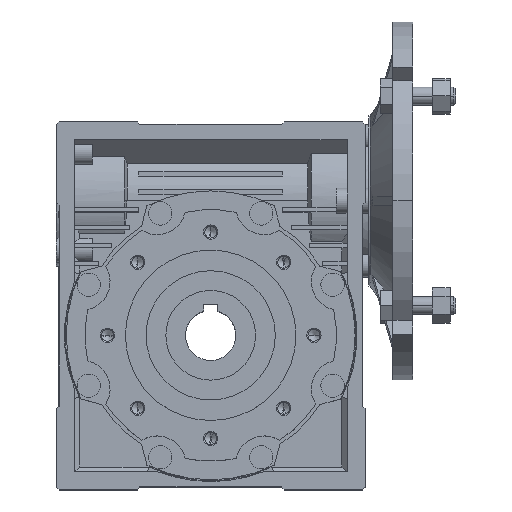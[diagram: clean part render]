
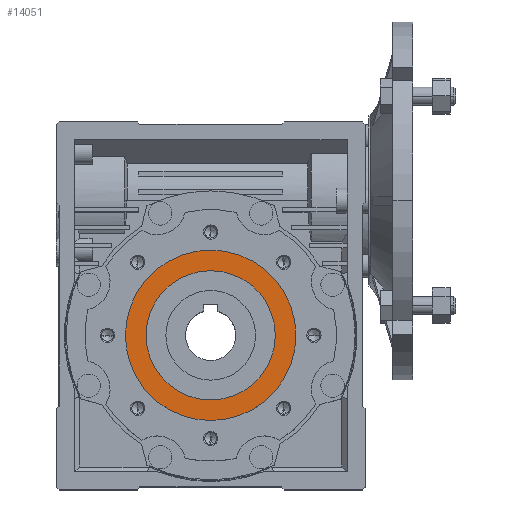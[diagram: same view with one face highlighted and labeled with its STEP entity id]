
A CAD part, top view. The second image highlights one B-rep face of the part: STEP entity #14051.
In plain terms, the highlighted planar face has unit normal (0, 0, 1).
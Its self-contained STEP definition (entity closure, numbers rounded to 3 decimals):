
#589 = DIRECTION ( 'NONE',  ( 0., 0., -1. ) ) ;
#735 = DIRECTION ( 'NONE',  ( 0., 0., -1. ) ) ;
#1922 = AXIS2_PLACEMENT_3D ( 'NONE', #19781, #589, #22958 ) ;
#2604 = FACE_BOUND ( 'NONE', #28696, .T. ) ;
#3149 = AXIS2_PLACEMENT_3D ( 'NONE', #19931, #735, #23111 ) ;
#3328 = AXIS2_PLACEMENT_3D ( 'NONE', #15686, #38000, #18914 ) ;
#5819 = PLANE ( 'NONE',  #34660 ) ;
#11793 = CARTESIAN_POINT ( 'NONE',  ( 0., -47.5, 60. ) ) ;
#14051 = ADVANCED_FACE ( 'NONE', ( #28106, #2604 ), #5819, .F. ) ;
#14497 = CARTESIAN_POINT ( 'NONE',  ( 0., 36., 60. ) ) ;
#15357 = ORIENTED_EDGE ( 'NONE', *, *, #39296, .F. ) ;
#15454 = CARTESIAN_POINT ( 'NONE',  ( 0., -36., 60. ) ) ;
#15686 = CARTESIAN_POINT ( 'NONE',  ( 0., 0., 60. ) ) ;
#16212 = EDGE_LOOP ( 'NONE', ( #15357, #31548 ) ) ;
#16405 = EDGE_CURVE ( 'NONE', #34600, #30833, #37877, .T. ) ;
#17916 = CIRCLE ( 'NONE', #31489, 47.5 ) ;
#18469 = CARTESIAN_POINT ( 'NONE',  ( 0., 0., 60. ) ) ;
#18686 = DIRECTION ( 'NONE',  ( 0., 0., -1. ) ) ;
#18914 = DIRECTION ( 'NONE',  ( 0., -1., 0. ) ) ;
#19781 = CARTESIAN_POINT ( 'NONE',  ( 0., 0., 60. ) ) ;
#19931 = CARTESIAN_POINT ( 'NONE',  ( 0., 0., 60. ) ) ;
#20809 = CARTESIAN_POINT ( 'NONE',  ( 0., 47.5, 60. ) ) ;
#21670 = DIRECTION ( 'NONE',  ( 0., -1., 0. ) ) ;
#22721 = EDGE_CURVE ( 'NONE', #30833, #34600, #29051, .T. ) ;
#22958 = DIRECTION ( 'NONE',  ( 0., -1., 0. ) ) ;
#23111 = DIRECTION ( 'NONE',  ( 0., -1., 0. ) ) ;
#23554 = VERTEX_POINT ( 'NONE', #20809 ) ;
#25976 = CIRCLE ( 'NONE', #1922, 47.5 ) ;
#26351 = EDGE_CURVE ( 'NONE', #23554, #36563, #17916, .T. ) ;
#28106 = FACE_OUTER_BOUND ( 'NONE', #16212, .T. ) ;
#28696 = EDGE_LOOP ( 'NONE', ( #34176, #39451 ) ) ;
#29051 = CIRCLE ( 'NONE', #3328, 36. ) ;
#29896 = CARTESIAN_POINT ( 'NONE',  ( 0., -36., 60. ) ) ;
#30833 = VERTEX_POINT ( 'NONE', #14497 ) ;
#31489 = AXIS2_PLACEMENT_3D ( 'NONE', #18469, #40801, #21670 ) ;
#31548 = ORIENTED_EDGE ( 'NONE', *, *, #26351, .F. ) ;
#34176 = ORIENTED_EDGE ( 'NONE', *, *, #16405, .T. ) ;
#34600 = VERTEX_POINT ( 'NONE', #29896 ) ;
#34660 = AXIS2_PLACEMENT_3D ( 'NONE', #15454, #18686, #41019 ) ;
#36563 = VERTEX_POINT ( 'NONE', #11793 ) ;
#37877 = CIRCLE ( 'NONE', #3149, 36. ) ;
#38000 = DIRECTION ( 'NONE',  ( 0., 0., -1. ) ) ;
#39296 = EDGE_CURVE ( 'NONE', #36563, #23554, #25976, .T. ) ;
#39451 = ORIENTED_EDGE ( 'NONE', *, *, #22721, .T. ) ;
#40801 = DIRECTION ( 'NONE',  ( 0., 0., -1. ) ) ;
#41019 = DIRECTION ( 'NONE',  ( 0., -1., 0. ) ) ;
